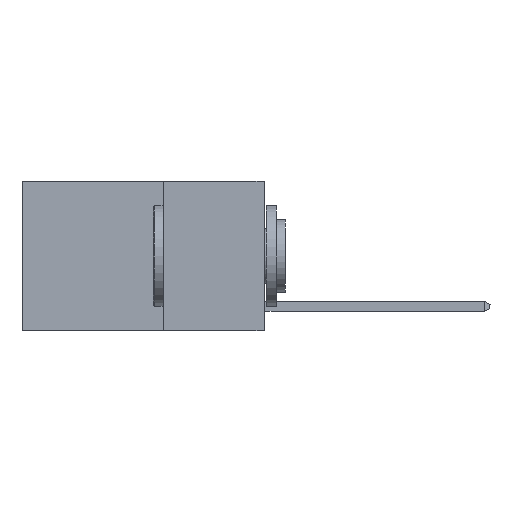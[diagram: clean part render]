
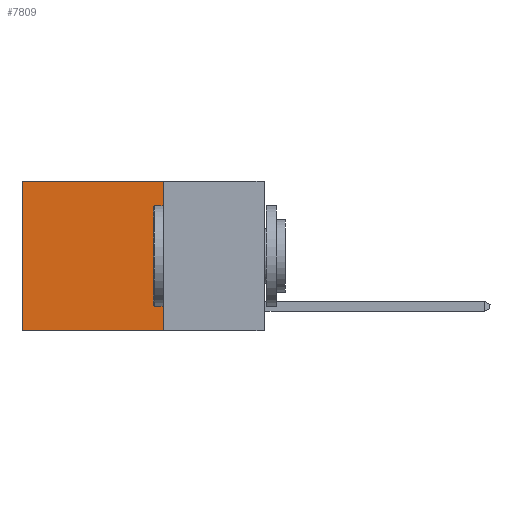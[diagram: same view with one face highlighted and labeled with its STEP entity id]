
A CAD part, left-side view. The second image highlights one B-rep face of the part: STEP entity #7809.
In plain terms, the highlighted planar face has unit normal (-1, 0, 0).
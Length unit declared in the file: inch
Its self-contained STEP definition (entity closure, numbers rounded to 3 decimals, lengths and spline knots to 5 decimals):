
#355 = ORIENTED_EDGE ( 'NONE', *, *, #21504, .T. ) ;
#1093 = LINE ( 'NONE', #3365, #12003 ) ;
#1267 = EDGE_CURVE ( 'NONE', #1338, #21630, #3375, .T. ) ;
#1338 = VERTEX_POINT ( 'NONE', #3731 ) ;
#1406 = LINE ( 'NONE', #14278, #17719 ) ;
#2445 = PLANE ( 'NONE',  #4354 ) ;
#3023 = DIRECTION ( 'NONE',  ( 0., 1., 0. ) ) ;
#3134 = ORIENTED_EDGE ( 'NONE', *, *, #9262, .T. ) ;
#3365 = CARTESIAN_POINT ( 'NONE',  ( 0.2625, 0.6, 0. ) ) ;
#3375 = LINE ( 'NONE', #20191, #14180 ) ;
#3731 = CARTESIAN_POINT ( 'NONE',  ( 0.2625, 0.25, -0.37 ) ) ;
#4260 = FACE_OUTER_BOUND ( 'NONE', #11233, .T. ) ;
#4354 = AXIS2_PLACEMENT_3D ( 'NONE', #20718, #13722, #11472 ) ;
#4367 = CARTESIAN_POINT ( 'NONE',  ( 0.2625, 0.25, 0. ) ) ;
#4949 = ORIENTED_EDGE ( 'NONE', *, *, #1267, .F. ) ;
#5299 = DIRECTION ( 'NONE',  ( 0., 1., 0. ) ) ;
#6649 = EDGE_CURVE ( 'NONE', #11931, #1338, #1406, .T. ) ;
#7345 = DIRECTION ( 'NONE',  ( 0., 0., -1. ) ) ;
#7809 = ADVANCED_FACE ( 'NONE', ( #4260 ), #2445, .F. ) ;
#9100 = CARTESIAN_POINT ( 'NONE',  ( 0.2625, 0.6, -0.37 ) ) ;
#9262 = EDGE_CURVE ( 'NONE', #11931, #10699, #20721, .T. ) ;
#9536 = CARTESIAN_POINT ( 'NONE',  ( 0.2625, 0.25, 0. ) ) ;
#10699 = VERTEX_POINT ( 'NONE', #15686 ) ;
#11233 = EDGE_LOOP ( 'NONE', ( #355, #4949, #19836, #3134 ) ) ;
#11472 = DIRECTION ( 'NONE',  ( 0., 0., -1. ) ) ;
#11931 = VERTEX_POINT ( 'NONE', #9536 ) ;
#12003 = VECTOR ( 'NONE', #7345, 39.37008 ) ;
#12739 = DIRECTION ( 'NONE',  ( 0., 0., -1. ) ) ;
#13722 = DIRECTION ( 'NONE',  ( 1., 0., 0. ) ) ;
#14180 = VECTOR ( 'NONE', #5299, 39.37008 ) ;
#14278 = CARTESIAN_POINT ( 'NONE',  ( 0.2625, 0.25, 0. ) ) ;
#15686 = CARTESIAN_POINT ( 'NONE',  ( 0.2625, 0.6, 0. ) ) ;
#17471 = VECTOR ( 'NONE', #3023, 39.37008 ) ;
#17719 = VECTOR ( 'NONE', #12739, 39.37008 ) ;
#19836 = ORIENTED_EDGE ( 'NONE', *, *, #6649, .F. ) ;
#20191 = CARTESIAN_POINT ( 'NONE',  ( 0.2625, 0.25, -0.37 ) ) ;
#20718 = CARTESIAN_POINT ( 'NONE',  ( 0.2625, 0.25, 0. ) ) ;
#20721 = LINE ( 'NONE', #4367, #17471 ) ;
#21504 = EDGE_CURVE ( 'NONE', #10699, #21630, #1093, .T. ) ;
#21630 = VERTEX_POINT ( 'NONE', #9100 ) ;
